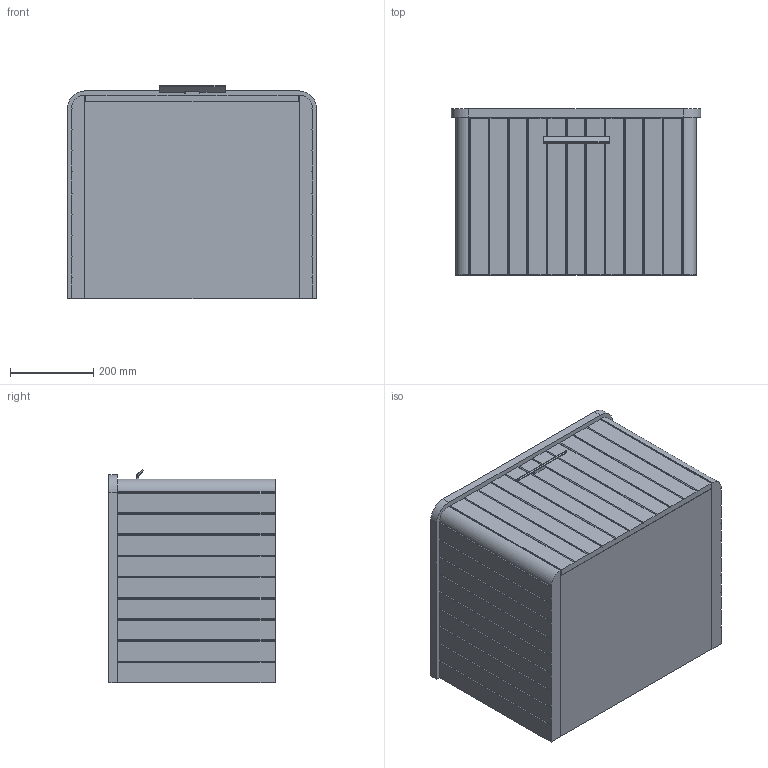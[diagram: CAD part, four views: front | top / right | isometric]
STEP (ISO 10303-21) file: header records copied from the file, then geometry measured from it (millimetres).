
FILE_DESCRIPTION (( 'STEP AP214' ), '1' );
FILE_NAME ('Kado Neue 600 All Drawer.STEP', '2019-07-10T05:40:16', ( '' ), ( '' ), 'SwSTEP 2.0', 'SolidWorks 2015', '' );
FILE_SCHEMA (( 'AUTOMOTIVE_DESIGN' ));
Length unit declared in the file: millimetre
Products named in the file (3): Hammer; Kado Neue 600 All Drawer
Assembly tree (2 placements, depth 2):
  Kado Neue 600 All Drawer
    Kado Neue 600 All Drawer
    Hammer
Bounding box: 600 x 400 x 513.57 mm (x, y, z)
Volume: 35867961 mm3; surface area: 3842092.8 mm2
Topology: 6 solids, 6 shells, 164 faces, 433 edges, 278 vertices
Faces by surface type: plane 127, cylinder 27, sphere 10
Entity records: 5063 total; most frequent: CARTESIAN_POINT 886, ORIENTED_EDGE 850, DIRECTION 809, EDGE_CURVE 425, VECTOR 367, LINE 367, VERTEX_POINT 274, AXIS2_PLACEMENT_3D 221
